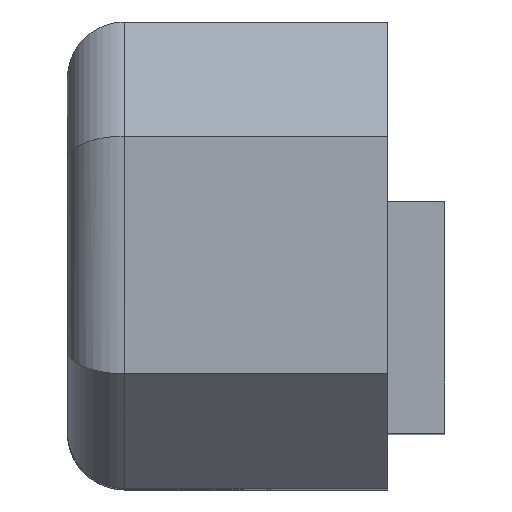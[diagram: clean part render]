
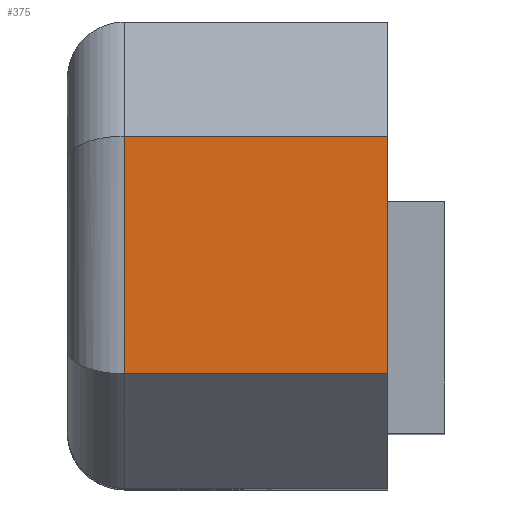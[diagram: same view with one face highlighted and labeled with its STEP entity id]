
A CAD part, top view. The second image highlights one B-rep face of the part: STEP entity #375.
In plain terms, the highlighted planar face has unit normal (0, 0, 1).
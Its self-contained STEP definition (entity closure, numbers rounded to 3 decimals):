
#106 = ORIENTED_EDGE ( 'NONE', *, *, #877, .F. ) ;
#224 = DIRECTION ( 'NONE',  ( 0., -1., 0. ) ) ;
#259 = CARTESIAN_POINT ( 'NONE',  ( -28., 33.126, 81.664 ) ) ;
#357 = LINE ( 'NONE', #1830, #1427 ) ;
#375 = ADVANCED_FACE ( 'NONE', ( #768 ), #1404, .F. ) ;
#465 = ORIENTED_EDGE ( 'NONE', *, *, #1229, .F. ) ;
#511 = EDGE_CURVE ( 'NONE', #1329, #693, #1777, .T. ) ;
#578 = VECTOR ( 'NONE', #1729, 1000. ) ;
#620 = DIRECTION ( 'NONE',  ( 0., 0., -1. ) ) ;
#693 = VERTEX_POINT ( 'NONE', #1227 ) ;
#696 = CARTESIAN_POINT ( 'NONE',  ( -28., 53.904, 81.664 ) ) ;
#768 = FACE_OUTER_BOUND ( 'NONE', #1171, .T. ) ;
#827 = DIRECTION ( 'NONE',  ( 0., 1., 0. ) ) ;
#828 = VECTOR ( 'NONE', #1306, 1000. ) ;
#856 = VERTEX_POINT ( 'NONE', #1411 ) ;
#877 = EDGE_CURVE ( 'NONE', #856, #1329, #1244, .T. ) ;
#997 = VERTEX_POINT ( 'NONE', #1503 ) ;
#1171 = EDGE_LOOP ( 'NONE', ( #106, #1476, #465, #1194 ) ) ;
#1178 = AXIS2_PLACEMENT_3D ( 'NONE', #2026, #620, #1246 ) ;
#1194 = ORIENTED_EDGE ( 'NONE', *, *, #511, .F. ) ;
#1227 = CARTESIAN_POINT ( 'NONE',  ( -28., 53.904, 81.664 ) ) ;
#1229 = EDGE_CURVE ( 'NONE', #693, #997, #1604, .T. ) ;
#1244 = LINE ( 'NONE', #1878, #578 ) ;
#1246 = DIRECTION ( 'NONE',  ( 0., 1., 0. ) ) ;
#1306 = DIRECTION ( 'NONE',  ( 1., 0., 0. ) ) ;
#1317 = EDGE_CURVE ( 'NONE', #997, #856, #357, .T. ) ;
#1329 = VERTEX_POINT ( 'NONE', #259 ) ;
#1351 = VECTOR ( 'NONE', #827, 1000. ) ;
#1404 = PLANE ( 'NONE',  #1178 ) ;
#1411 = CARTESIAN_POINT ( 'NONE',  ( -5., 33.126, 81.664 ) ) ;
#1427 = VECTOR ( 'NONE', #224, 1000. ) ;
#1476 = ORIENTED_EDGE ( 'NONE', *, *, #1317, .F. ) ;
#1503 = CARTESIAN_POINT ( 'NONE',  ( -5., 53.904, 81.664 ) ) ;
#1604 = LINE ( 'NONE', #1737, #828 ) ;
#1729 = DIRECTION ( 'NONE',  ( -1., 0., 0. ) ) ;
#1737 = CARTESIAN_POINT ( 'NONE',  ( -33., 53.904, 81.664 ) ) ;
#1777 = LINE ( 'NONE', #696, #1351 ) ;
#1830 = CARTESIAN_POINT ( 'NONE',  ( -5., 63.904, 81.664 ) ) ;
#1878 = CARTESIAN_POINT ( 'NONE',  ( -33., 33.126, 81.664 ) ) ;
#2026 = CARTESIAN_POINT ( 'NONE',  ( -33., 63.904, 81.664 ) ) ;
